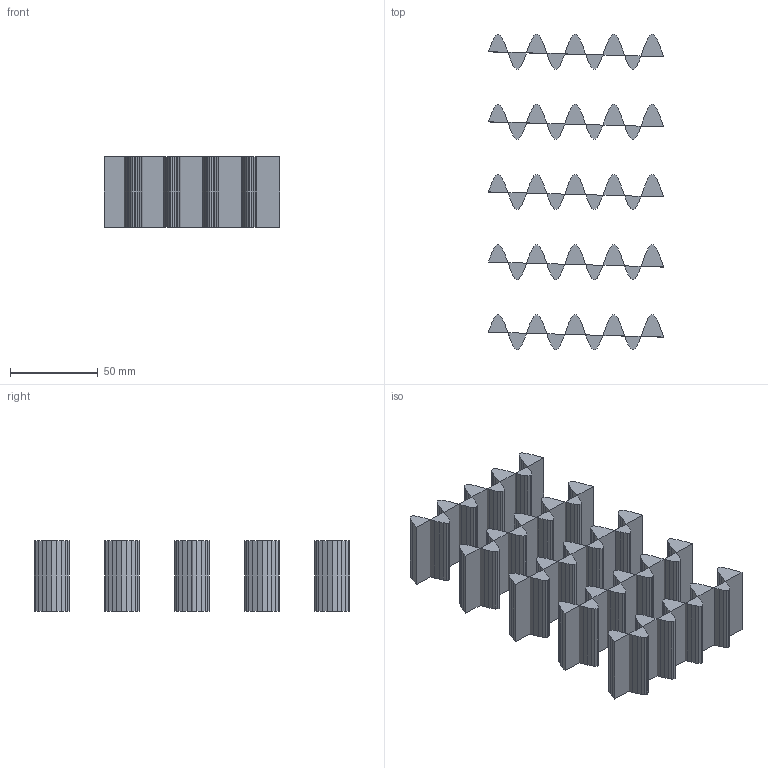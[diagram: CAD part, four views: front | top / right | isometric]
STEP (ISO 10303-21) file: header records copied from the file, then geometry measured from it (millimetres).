
FILE_DESCRIPTION(('Open CASCADE Model'),'2;1');
FILE_NAME('Open CASCADE Shape Model','2024-05-30T20:45:37',('Author'),( 'Open CASCADE'),'Open CASCADE STEP processor 7.7','Open CASCADE 7.7' ,'Unknown');
FILE_SCHEMA(('AUTOMOTIVE_DESIGN { 1 0 10303 214 1 1 1 1 }'));
Length unit declared in the file: millimetre
Products named in the file (6): Open CASCADE STEP translator 7.7 12; Open CASCADE STEP translator 7.7 12.1; Open CASCADE STEP translator 7.7 12.2; Open CASCADE STEP translator 7.7 12.3; Open CASCADE STEP translator 7.7 12.4; Open CASCADE STEP translator 7.7 12.5
Assembly tree (5 placements, depth 2):
  Open CASCADE STEP translator 7.7 12
    Open CASCADE STEP translator 7.7 12.1
    Open CASCADE STEP translator 7.7 12.2
    Open CASCADE STEP translator 7.7 12.3
    Open CASCADE STEP translator 7.7 12.4
    Open CASCADE STEP translator 7.7 12.5
Bounding box: 100 x 179.8 x 40 mm (x, y, z)
Volume: 41801.8 mm3; surface area: 69417.4 mm2
Topology: 5 solids, 5 shells, 550 faces, 1540 edges, 1000 vertices
Faces by surface type: plane 550
Entity records: 33316 total; most frequent: CARTESIAN_POINT 5536, DIRECTION 5092, LINE 4140, VECTOR 4140, ORIENTED_EDGE 2760, PCURVE 2760, DEFINITIONAL_REPRESENTATION 2760, EDGE_CURVE 1380
